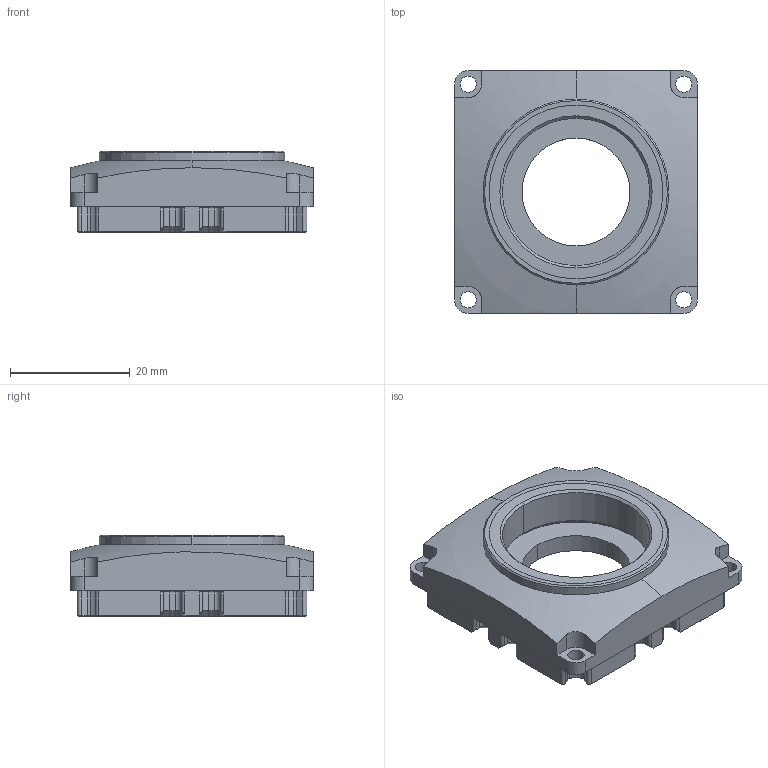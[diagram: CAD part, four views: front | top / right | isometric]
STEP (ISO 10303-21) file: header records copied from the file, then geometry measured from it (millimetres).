
FILE_DESCRIPTION(/* description */ ('VariCAD 2015-3.01 AP-214'),/* implementation_level */ '2;1');
FILE_NAME(/* name */ '0393-12-29.stp',/* time_stamp */ '2015-12-18T10:43:08-07:00',/* author */ (''),/* organization */ (''),/* preprocessor_version */ 'ST-DEVELOPER v14',/* originating_system */ 'VariCAD 2015-3.01; kernel version (20130303)',/* authorisation */ '');
FILE_SCHEMA (('AUTOMOTIVE_DESIGN'));
Length unit declared in the file: millimetre
Products named in the file (2): 0393-12-29
Assembly tree (1 placements, depth 2):
  0393-12-29
    0393-12-29
Bounding box: 40.5 x 40.5 x 13.62 mm (x, y, z)
Volume: 8675.7 mm3; surface area: 6966.9 mm2
Topology: 1 solids, 1 shells, 465 faces, 1244 edges, 778 vertices
Faces by surface type: plane 199, cylinder 194, cone 70, sphere 2
Entity records: 17420 total; most frequent: CARTESIAN_POINT 2841, DIRECTION 2570, ORIENTED_EDGE 2456, EDGE_CURVE 1228, AXIS2_PLACEMENT_3D 923, VERTEX_POINT 778, LINE 724, VECTOR 724
